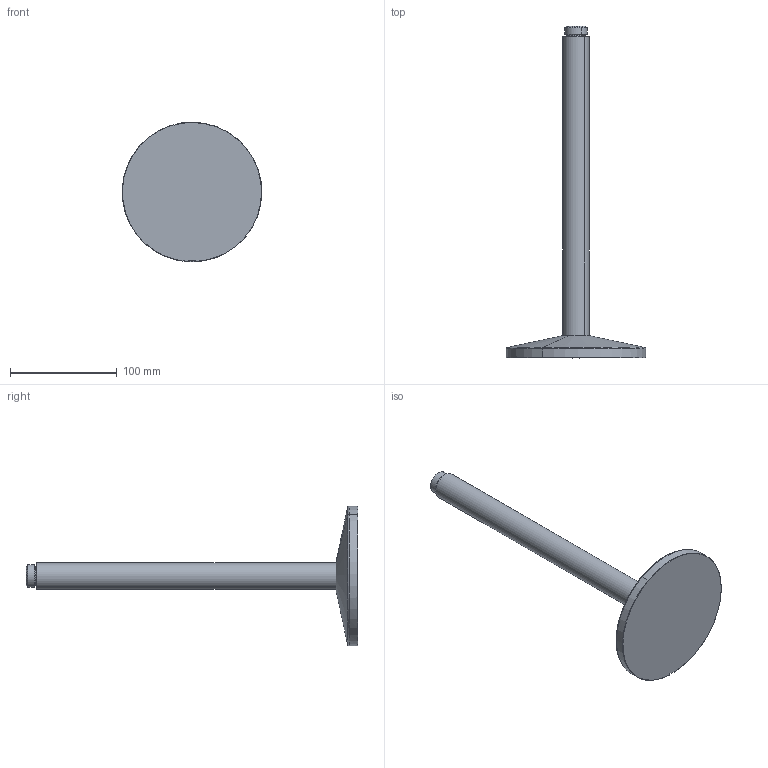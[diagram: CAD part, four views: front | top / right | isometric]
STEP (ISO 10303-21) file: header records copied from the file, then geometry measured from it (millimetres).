
FILE_DESCRIPTION(('CATIA V6 STEP','CAx-IF Rec.Pracs.--- Model Styling and Organization---1.4--- 2014-01-23','CAx-IF Rec.Pracs.---3D Tessellated Data Validation Properties---0.5---2014-09-14'),'2;1');
FILE_NAME('prd-HG-00016708.stp','2020-12-07T14:45:49+00:00',('none'),('none'),'3DEXPERIENCE Platform3DEXPERIENCE R2019x HotFix 5','3DEXPERIENCE Platform STEP AP242 v1','none');
FILE_SCHEMA(('AP242_MANAGED_MODEL_BASED_3D_ENGINEERING_MIM_LF {1 0 10303 442 1 1 4}'));
Length unit declared in the file: millimetre
Products named in the file (4): P-2_AX_One_Deckenanschl_300mm_KB_280_1j; P-2_Rosette_Brausearm_AX_BO; V5_P_2_Nippel_Brausearm_KB_Royal; V5_P_2_Rohr_Decke_KB_Royal
Assembly tree (3 placements, depth 2):
  P-2_AX_One_Deckenanschl_300mm_KB_280_1j
    P-2_Rosette_Brausearm_AX_BO
    V5_P_2_Nippel_Brausearm_KB_Royal
    V5_P_2_Rohr_Decke_KB_Royal
Bounding box: 130.93 x 311 x 130.93 mm (x, y, z)
Volume: 337271.5 mm3; surface area: 57234.9 mm2
Topology: 3 solids, 4 shells, 62 faces, 135 edges, 80 vertices
Faces by surface type: plane 18, cylinder 17, torus 13, cone 8, bspline 4, sphere 2
Entity records: 1804 total; most frequent: CARTESIAN_POINT 471, ORIENTED_EDGE 266, DIRECTION 223, EDGE_CURVE 133, AXIS2_PLACEMENT_3D 127, VERTEX_POINT 80, CIRCLE 69, EDGE_LOOP 63
